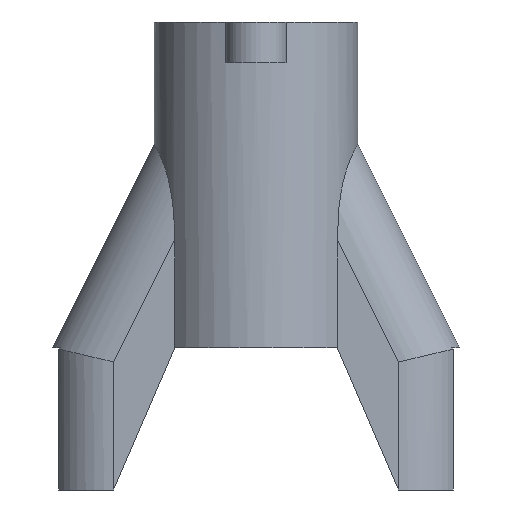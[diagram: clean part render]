
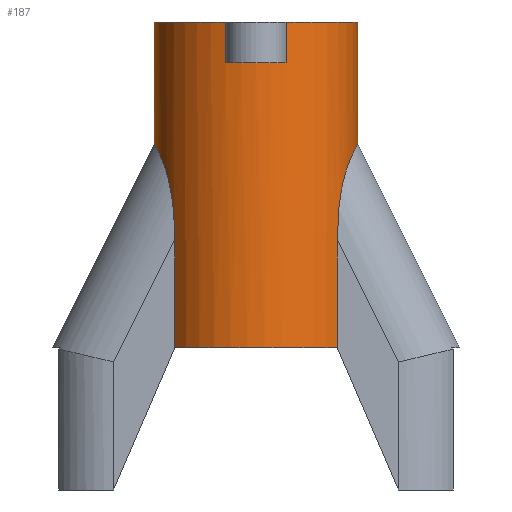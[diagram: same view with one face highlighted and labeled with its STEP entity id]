
A CAD part, front view. The second image highlights one B-rep face of the part: STEP entity #187.
In plain terms, the highlighted cylindrical face has radius 2.5 mm (diameter 5 mm), a partial arc.
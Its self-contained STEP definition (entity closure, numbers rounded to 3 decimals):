
#12 = CARTESIAN_POINT ( 'NONE',  ( 0.75, -2.385, 7. ) ) ;
#21 = EDGE_CURVE ( 'NONE', #481, #169, #801, .T. ) ;
#23 = EDGE_CURVE ( 'NONE', #1201, #645, #973, .T. ) ;
#28 = DIRECTION ( 'NONE',  ( -1., 0., 0. ) ) ;
#39 = DIRECTION ( 'NONE',  ( 0., 0., 1. ) ) ;
#52 = CARTESIAN_POINT ( 'NONE',  ( -0.75, -2.385, 8. ) ) ;
#59 = AXIS2_PLACEMENT_3D ( 'NONE', #1003, #618, #242 ) ;
#73 = CARTESIAN_POINT ( 'NONE',  ( -2.5, -0.135, 5. ) ) ;
#85 = B_SPLINE_CURVE_WITH_KNOTS ( 'NONE', 3,
 ( #851, #489, #861, #1149, #1051, #190, #588, #306, #677, #951, #1062, #216, #562, #293 ),
 .UNSPECIFIED., .F., .F.,
 ( 4, 2, 2, 2, 2, 2, 4 ),
 ( 0., 0.001, 0.002, 0.002, 0.002, 0.003, 0.003 ),
 .UNSPECIFIED. ) ;
#90 = CARTESIAN_POINT ( 'NONE',  ( 0., 0., 8. ) ) ;
#92 = CARTESIAN_POINT ( 'NONE',  ( 2., -1.5, 0. ) ) ;
#115 = ORIENTED_EDGE ( 'NONE', *, *, #576, .T. ) ;
#118 = EDGE_CURVE ( 'NONE', #346, #975, #747, .T. ) ;
#123 = DIRECTION ( 'NONE',  ( 1., 0., 0. ) ) ;
#128 = ORIENTED_EDGE ( 'NONE', *, *, #398, .T. ) ;
#136 = DIRECTION ( 'NONE',  ( 0., 0., 1. ) ) ;
#140 = ORIENTED_EDGE ( 'NONE', *, *, #255, .T. ) ;
#155 = CARTESIAN_POINT ( 'NONE',  ( -2.317, -0.965, 4.639 ) ) ;
#165 = CARTESIAN_POINT ( 'NONE',  ( -2.113, -1.336, 3.954 ) ) ;
#169 = VERTEX_POINT ( 'NONE', #392 ) ;
#170 = LINE ( 'NONE', #1090, #1018 ) ;
#171 = CARTESIAN_POINT ( 'NONE',  ( -2., -1.5, 2.913 ) ) ;
#172 = DIRECTION ( 'NONE',  ( 0., 0., -1. ) ) ;
#187 = ADVANCED_FACE ( 'NONE', ( #399 ), #781, .T. ) ;
#190 = CARTESIAN_POINT ( 'NONE',  ( 2.204, -1.182, 4.314 ) ) ;
#198 = CARTESIAN_POINT ( 'NONE',  ( 2., -1.5, 2.646 ) ) ;
#216 = CARTESIAN_POINT ( 'NONE',  ( 2.489, -0.266, 4.982 ) ) ;
#225 = ORIENTED_EDGE ( 'NONE', *, *, #560, .T. ) ;
#227 = DIRECTION ( 'NONE',  ( 1., 0., 0. ) ) ;
#229 = EDGE_LOOP ( 'NONE', ( #1211, #1191, #964, #598, #225, #548, #678, #1027, #683, #115, #128, #140 ) ) ;
#240 = LINE ( 'NONE', #502, #730 ) ;
#242 = DIRECTION ( 'NONE',  ( 1., 0., 0. ) ) ;
#255 = EDGE_CURVE ( 'NONE', #833, #975, #85, .T. ) ;
#264 = CARTESIAN_POINT ( 'NONE',  ( -2., -1.5, 2.646 ) ) ;
#276 = VECTOR ( 'NONE', #320, 1000. ) ;
#293 = CARTESIAN_POINT ( 'NONE',  ( 2.5, 0., 5. ) ) ;
#306 = CARTESIAN_POINT ( 'NONE',  ( 2.313, -0.952, 4.623 ) ) ;
#313 = DIRECTION ( 'NONE',  ( 0., 0., -1. ) ) ;
#320 = DIRECTION ( 'NONE',  ( 0., 0., 1. ) ) ;
#337 = CARTESIAN_POINT ( 'NONE',  ( 0., 0., 0. ) ) ;
#344 = CARTESIAN_POINT ( 'NONE',  ( -2.419, -0.641, 4.853 ) ) ;
#346 = VERTEX_POINT ( 'NONE', #877 ) ;
#366 = DIRECTION ( 'NONE',  ( 0., 0., 1. ) ) ;
#371 = AXIS2_PLACEMENT_3D ( 'NONE', #337, #39, #123 ) ;
#386 = DIRECTION ( 'NONE',  ( 0., 0., -1. ) ) ;
#392 = CARTESIAN_POINT ( 'NONE',  ( -2., -1.5, 0. ) ) ;
#398 = EDGE_CURVE ( 'NONE', #814, #833, #170, .T. ) ;
#399 = FACE_OUTER_BOUND ( 'NONE', #229, .T. ) ;
#469 = CIRCLE ( 'NONE', #840, 2.5 ) ;
#481 = VERTEX_POINT ( 'NONE', #902 ) ;
#482 = CARTESIAN_POINT ( 'NONE',  ( 0., 0., 8. ) ) ;
#489 = CARTESIAN_POINT ( 'NONE',  ( 2., -1.5, 2.913 ) ) ;
#499 = EDGE_CURVE ( 'NONE', #1201, #900, #469, .T. ) ;
#502 = CARTESIAN_POINT ( 'NONE',  ( -0.75, -2.385, 7. ) ) ;
#504 = CARTESIAN_POINT ( 'NONE',  ( -2., -1.5, 8. ) ) ;
#506 = CIRCLE ( 'NONE', #945, 2.5 ) ;
#507 = VERTEX_POINT ( 'NONE', #524 ) ;
#510 = VERTEX_POINT ( 'NONE', #1092 ) ;
#524 = CARTESIAN_POINT ( 'NONE',  ( 0.75, -2.385, 7. ) ) ;
#534 = CARTESIAN_POINT ( 'NONE',  ( -2.489, -0.266, 4.982 ) ) ;
#543 = VECTOR ( 'NONE', #313, 1000. ) ;
#545 = CARTESIAN_POINT ( 'NONE',  ( -2.5, 0., 5. ) ) ;
#548 = ORIENTED_EDGE ( 'NONE', *, *, #499, .F. ) ;
#560 = EDGE_CURVE ( 'NONE', #1118, #900, #240, .T. ) ;
#562 = CARTESIAN_POINT ( 'NONE',  ( 2.5, -0.135, 5. ) ) ;
#565 = CIRCLE ( 'NONE', #371, 2.5 ) ;
#576 = EDGE_CURVE ( 'NONE', #169, #814, #565, .T. ) ;
#578 = CARTESIAN_POINT ( 'NONE',  ( -0.75, -2.385, 7. ) ) ;
#588 = CARTESIAN_POINT ( 'NONE',  ( 2.24, -1.114, 4.426 ) ) ;
#598 = ORIENTED_EDGE ( 'NONE', *, *, #760, .T. ) ;
#601 = EDGE_CURVE ( 'NONE', #645, #481, #1025, .T. ) ;
#618 = DIRECTION ( 'NONE',  ( 0., 0., 1. ) ) ;
#637 = CARTESIAN_POINT ( 'NONE',  ( -2.068, -1.405, 3.701 ) ) ;
#645 = VERTEX_POINT ( 'NONE', #545 ) ;
#654 = LINE ( 'NONE', #12, #276 ) ;
#677 = CARTESIAN_POINT ( 'NONE',  ( 2.352, -0.855, 4.712 ) ) ;
#678 = ORIENTED_EDGE ( 'NONE', *, *, #23, .T. ) ;
#683 = ORIENTED_EDGE ( 'NONE', *, *, #21, .T. ) ;
#714 = CARTESIAN_POINT ( 'NONE',  ( -2.5, 0., 5. ) ) ;
#730 = VECTOR ( 'NONE', #136, 1000. ) ;
#738 = CARTESIAN_POINT ( 'NONE',  ( -2.051, -1.43, 3.572 ) ) ;
#747 = LINE ( 'NONE', #1031, #1002 ) ;
#755 = EDGE_CURVE ( 'NONE', #507, #510, #654, .T. ) ;
#760 = EDGE_CURVE ( 'NONE', #507, #1118, #506, .T. ) ;
#780 = CARTESIAN_POINT ( 'NONE',  ( -2.5, 0., 8. ) ) ;
#781 = CYLINDRICAL_SURFACE ( 'NONE', #1060, 2.5 ) ;
#787 = CIRCLE ( 'NONE', #59, 2.5 ) ;
#790 = CARTESIAN_POINT ( 'NONE',  ( 0., 0., 7. ) ) ;
#801 = LINE ( 'NONE', #504, #543 ) ;
#814 = VERTEX_POINT ( 'NONE', #92 ) ;
#819 = CARTESIAN_POINT ( 'NONE',  ( -2.011, -1.486, 3.18 ) ) ;
#833 = VERTEX_POINT ( 'NONE', #198 ) ;
#834 = DIRECTION ( 'NONE',  ( 1., 0., 0. ) ) ;
#840 = AXIS2_PLACEMENT_3D ( 'NONE', #90, #366, #834 ) ;
#851 = CARTESIAN_POINT ( 'NONE',  ( 2., -1.5, 2.646 ) ) ;
#861 = CARTESIAN_POINT ( 'NONE',  ( 2.01, -1.487, 3.178 ) ) ;
#864 = EDGE_CURVE ( 'NONE', #510, #346, #787, .T. ) ;
#877 = CARTESIAN_POINT ( 'NONE',  ( 2.5, 0., 8. ) ) ;
#894 = VECTOR ( 'NONE', #1082, 1000. ) ;
#898 = DIRECTION ( 'NONE',  ( 0., 0., 1. ) ) ;
#900 = VERTEX_POINT ( 'NONE', #52 ) ;
#902 = CARTESIAN_POINT ( 'NONE',  ( -2., -1.5, 2.646 ) ) ;
#907 = CARTESIAN_POINT ( 'NONE',  ( 2.5, 0., 5. ) ) ;
#911 = CARTESIAN_POINT ( 'NONE',  ( -2.235, -1.128, 4.429 ) ) ;
#945 = AXIS2_PLACEMENT_3D ( 'NONE', #790, #386, #227 ) ;
#951 = CARTESIAN_POINT ( 'NONE',  ( 2.419, -0.64, 4.853 ) ) ;
#964 = ORIENTED_EDGE ( 'NONE', *, *, #755, .F. ) ;
#973 = LINE ( 'NONE', #780, #894 ) ;
#975 = VERTEX_POINT ( 'NONE', #907 ) ;
#1002 = VECTOR ( 'NONE', #172, 1000. ) ;
#1003 = CARTESIAN_POINT ( 'NONE',  ( 0., 0., 8. ) ) ;
#1014 = CARTESIAN_POINT ( 'NONE',  ( -2.141, -1.293, 4.079 ) ) ;
#1018 = VECTOR ( 'NONE', #898, 1000. ) ;
#1025 = B_SPLINE_CURVE_WITH_KNOTS ( 'NONE', 3,
 ( #714, #73, #534, #1107, #344, #155, #911, #1014, #165, #637, #738, #819, #171, #264 ),
 .UNSPECIFIED., .F., .F.,
 ( 4, 2, 2, 2, 2, 2, 4 ),
 ( 0., 0., 0.001, 0.002, 0.002, 0.002, 0.003 ),
 .UNSPECIFIED. ) ;
#1027 = ORIENTED_EDGE ( 'NONE', *, *, #601, .T. ) ;
#1031 = CARTESIAN_POINT ( 'NONE',  ( 2.5, 0., 8. ) ) ;
#1044 = DIRECTION ( 'NONE',  ( 0., 0., -1. ) ) ;
#1051 = CARTESIAN_POINT ( 'NONE',  ( 2.109, -1.348, 3.962 ) ) ;
#1060 = AXIS2_PLACEMENT_3D ( 'NONE', #482, #1044, #28 ) ;
#1062 = CARTESIAN_POINT ( 'NONE',  ( 2.449, -0.52, 4.908 ) ) ;
#1082 = DIRECTION ( 'NONE',  ( 0., 0., -1. ) ) ;
#1090 = CARTESIAN_POINT ( 'NONE',  ( 2., -1.5, 8. ) ) ;
#1092 = CARTESIAN_POINT ( 'NONE',  ( 0.75, -2.385, 8. ) ) ;
#1107 = CARTESIAN_POINT ( 'NONE',  ( -2.448, -0.522, 4.908 ) ) ;
#1118 = VERTEX_POINT ( 'NONE', #578 ) ;
#1141 = CARTESIAN_POINT ( 'NONE',  ( -2.5, 0., 8. ) ) ;
#1149 = CARTESIAN_POINT ( 'NONE',  ( 2.064, -1.411, 3.701 ) ) ;
#1191 = ORIENTED_EDGE ( 'NONE', *, *, #864, .F. ) ;
#1201 = VERTEX_POINT ( 'NONE', #1141 ) ;
#1211 = ORIENTED_EDGE ( 'NONE', *, *, #118, .F. ) ;
